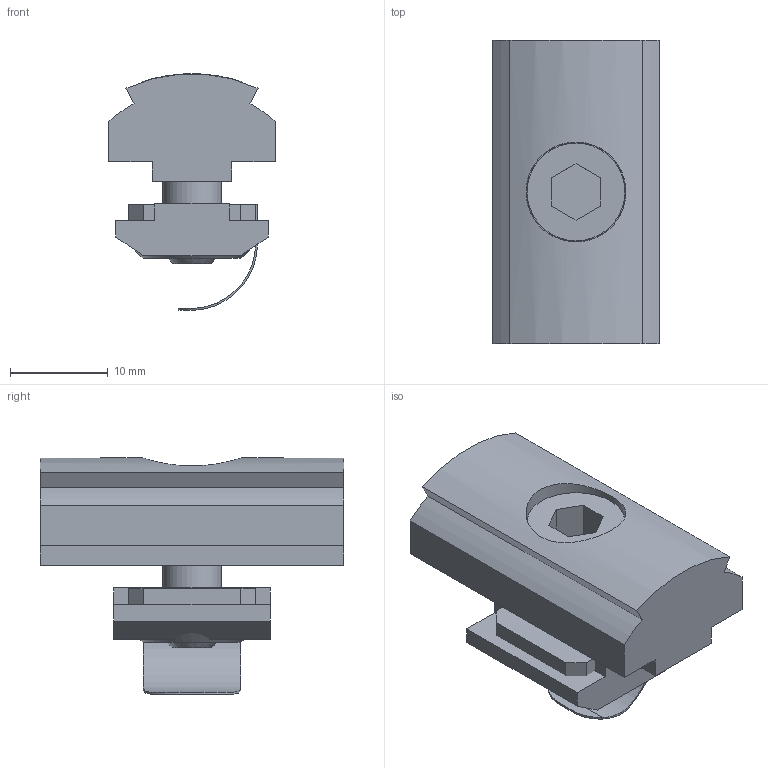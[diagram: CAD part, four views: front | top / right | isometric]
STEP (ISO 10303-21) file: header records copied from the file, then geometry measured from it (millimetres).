
FILE_DESCRIPTION(/* description */ (''),/* implementation_level */ '2;1');
FILE_NAME(/* name */ '41D-166-1.step',/* time_stamp */ '2023-06-14T14:24:14-04:00',/* author */ (''),/* organization */ (''),/* preprocessor_version */ 'ST-DEVELOPER v19.2',/* originating_system */ 'Autodesk Translation Framework v12.6.0.85',/* authorisation */ '');
FILE_SCHEMA (('AUTOMOTIVE_DESIGN { 1 0 10303 214 3 1 1 }'));
Length unit declared in the file: millimetre
Products named in the file (4): Untitled; 41D-166-0; M6S-PF; M6S-PF_1
Assembly tree (3 placements, depth 3):
  Untitled
    41D-166-0
    M6S-PF
      M6S-PF_1
Bounding box: 17 x 31 x 24.18 mm (x, y, z)
Volume: 6180.1 mm3; surface area: 4397 mm2
Topology: 4 solids, 4 shells, 70 faces, 172 edges, 114 vertices
Faces by surface type: plane 52, cylinder 14, cone 4
Full cylindrical faces by diameter (mm): 4.91 x1, 5 x1, 6 x1, 6.2 x1, 9.5 x1, 10 x1, 10.2 x1
Entity records: 2213 total; most frequent: CARTESIAN_POINT 442, ORIENTED_EDGE 344, DIRECTION 344, EDGE_CURVE 172, LINE 122, VECTOR 122, VERTEX_POINT 114, AXIS2_PLACEMENT_3D 111
